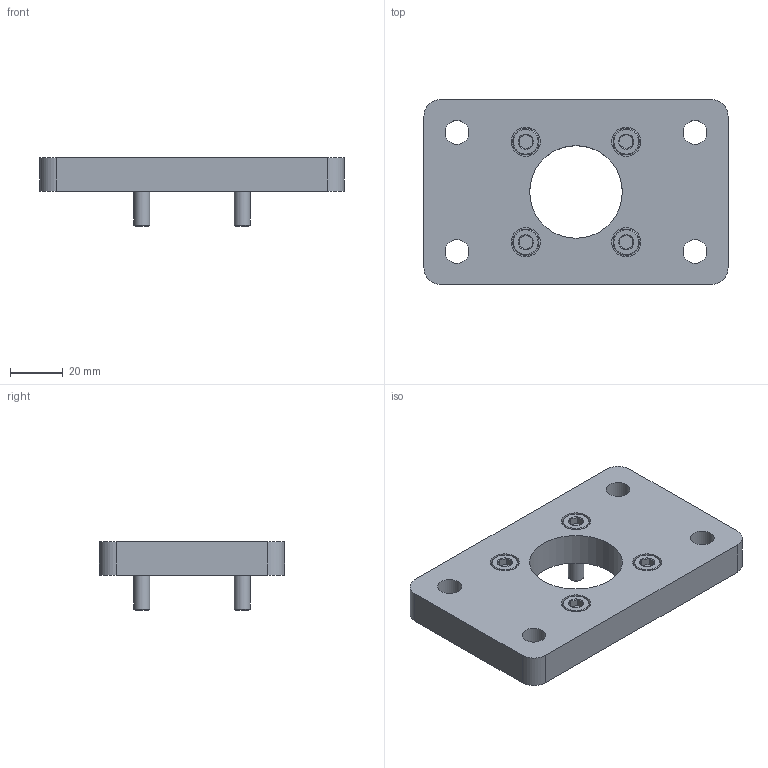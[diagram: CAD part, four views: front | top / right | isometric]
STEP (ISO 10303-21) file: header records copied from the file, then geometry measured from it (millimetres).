
FILE_DESCRIPTION (( 'STEP AP214' ), '1' );
FILE_NAME ('RK-SCR2-PF01.STEP', '2025-05-12T17:09:52', ( '' ), ( '' ), 'SwSTEP 2.0', 'SolidWorks 2023', '' );
FILE_SCHEMA (( 'AUTOMOTIVE_DESIGN' ));
Length unit declared in the file: millimetre
Products named in the file (3): RK-SCR2-PF01; SCHS_MM_SHCSM6X1.0X20FTZ; PU-SCR2-PF000_000_PU-SCR2-PF45_90
Assembly tree (5 placements, depth 2):
  RK-SCR2-PF01
    PU-SCR2-PF000_000_PU-SCR2-PF45_90
    SCHS_MM_SHCSM6X1.0X20FTZ  x4
Bounding box: 115 x 70 x 26 mm (x, y, z)
Volume: 87066.2 mm3; surface area: 25121.3 mm2
Topology: 5 solids, 5 shells, 111 faces, 207 edges, 118 vertices
Faces by surface type: plane 50, cone 36, cylinder 25
Full cylindrical faces by diameter (mm): 6 x4, 6.4 x4, 9 x4, 10 x4, 11 x4, 35 x1
Entity records: 1613 total; most frequent: CARTESIAN_POINT 264, DIRECTION 234, ORIENTED_EDGE 162, AXIS2_PLACEMENT_3D 103, EDGE_LOOP 90, EDGE_CURVE 81, FACE_OUTER_BOUND 63, VERTEX_POINT 61
